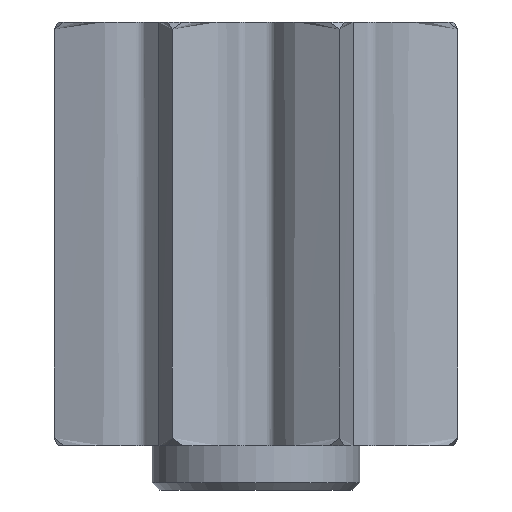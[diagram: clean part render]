
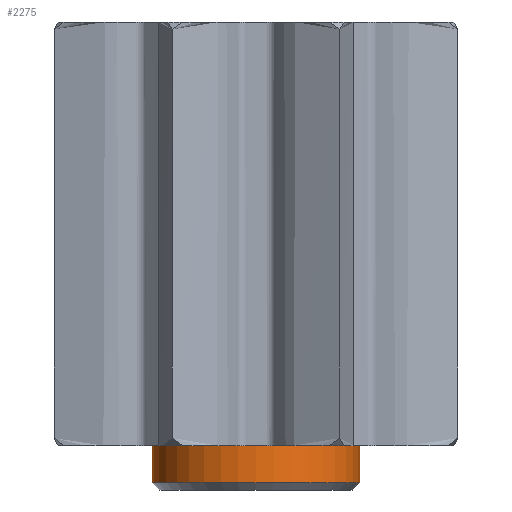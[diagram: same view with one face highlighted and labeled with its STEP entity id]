
A CAD part, front view. The second image highlights one B-rep face of the part: STEP entity #2275.
In plain terms, the highlighted cylindrical face has radius 3.5 mm (diameter 7 mm), a partial arc.
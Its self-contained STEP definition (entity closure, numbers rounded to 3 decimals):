
#43 = VERTEX_POINT ( 'NONE', #2681 ) ;
#57 = CARTESIAN_POINT ( 'NONE',  ( 3.5, 0., -8.394 ) ) ;
#120 = EDGE_LOOP ( 'NONE', ( #219, #168, #1469, #189 ) ) ;
#168 = ORIENTED_EDGE ( 'NONE', *, *, #553, .T. ) ;
#189 = ORIENTED_EDGE ( 'NONE', *, *, #1969, .T. ) ;
#219 = ORIENTED_EDGE ( 'NONE', *, *, #609, .F. ) ;
#331 = CYLINDRICAL_SURFACE ( 'NONE', #2636, 3.5 ) ;
#370 = VERTEX_POINT ( 'NONE', #1520 ) ;
#553 = EDGE_CURVE ( 'NONE', #370, #1723, #566, .T. ) ;
#560 = AXIS2_PLACEMENT_3D ( 'NONE', #1757, #1260, #1484 ) ;
#566 = CIRCLE ( 'NONE', #2213, 3.5 ) ;
#590 = DIRECTION ( 'NONE',  ( -1., 0., 0. ) ) ;
#609 = EDGE_CURVE ( 'NONE', #370, #2460, #2349, .T. ) ;
#838 = EDGE_CURVE ( 'NONE', #1723, #43, #2712, .T. ) ;
#1013 = VECTOR ( 'NONE', #1258, 1000. ) ;
#1195 = DIRECTION ( 'NONE',  ( 0., 0., 1. ) ) ;
#1238 = CARTESIAN_POINT ( 'NONE',  ( 3.5, 0., -8.644 ) ) ;
#1258 = DIRECTION ( 'NONE',  ( 0., 0., 1. ) ) ;
#1260 = DIRECTION ( 'NONE',  ( 0., 0., -1. ) ) ;
#1391 = DIRECTION ( 'NONE',  ( 0., 0., 1. ) ) ;
#1406 = DIRECTION ( 'NONE',  ( 1., 0., 0. ) ) ;
#1415 = CARTESIAN_POINT ( 'NONE',  ( 0., 0., -8.644 ) ) ;
#1469 = ORIENTED_EDGE ( 'NONE', *, *, #838, .T. ) ;
#1484 = DIRECTION ( 'NONE',  ( -1., 0., 0. ) ) ;
#1520 = CARTESIAN_POINT ( 'NONE',  ( -3.5, 0., -8.394 ) ) ;
#1723 = VERTEX_POINT ( 'NONE', #57 ) ;
#1743 = VECTOR ( 'NONE', #1195, 1000. ) ;
#1757 = CARTESIAN_POINT ( 'NONE',  ( 0., 0., -7.144 ) ) ;
#1856 = CARTESIAN_POINT ( 'NONE',  ( 0., 0., -8.394 ) ) ;
#1875 = DIRECTION ( 'NONE',  ( 0., 0., 1. ) ) ;
#1969 = EDGE_CURVE ( 'NONE', #43, #2460, #2620, .T. ) ;
#2213 = AXIS2_PLACEMENT_3D ( 'NONE', #1856, #1875, #590 ) ;
#2275 = ADVANCED_FACE ( 'NONE', ( #2280 ), #331, .T. ) ;
#2280 = FACE_OUTER_BOUND ( 'NONE', #120, .T. ) ;
#2301 = CARTESIAN_POINT ( 'NONE',  ( -3.5, 0., -7.144 ) ) ;
#2349 = LINE ( 'NONE', #2682, #1743 ) ;
#2460 = VERTEX_POINT ( 'NONE', #2301 ) ;
#2620 = CIRCLE ( 'NONE', #560, 3.5 ) ;
#2636 = AXIS2_PLACEMENT_3D ( 'NONE', #1415, #1391, #1406 ) ;
#2681 = CARTESIAN_POINT ( 'NONE',  ( 3.5, 0., -7.144 ) ) ;
#2682 = CARTESIAN_POINT ( 'NONE',  ( -3.5, 0., -8.644 ) ) ;
#2712 = LINE ( 'NONE', #1238, #1013 ) ;
